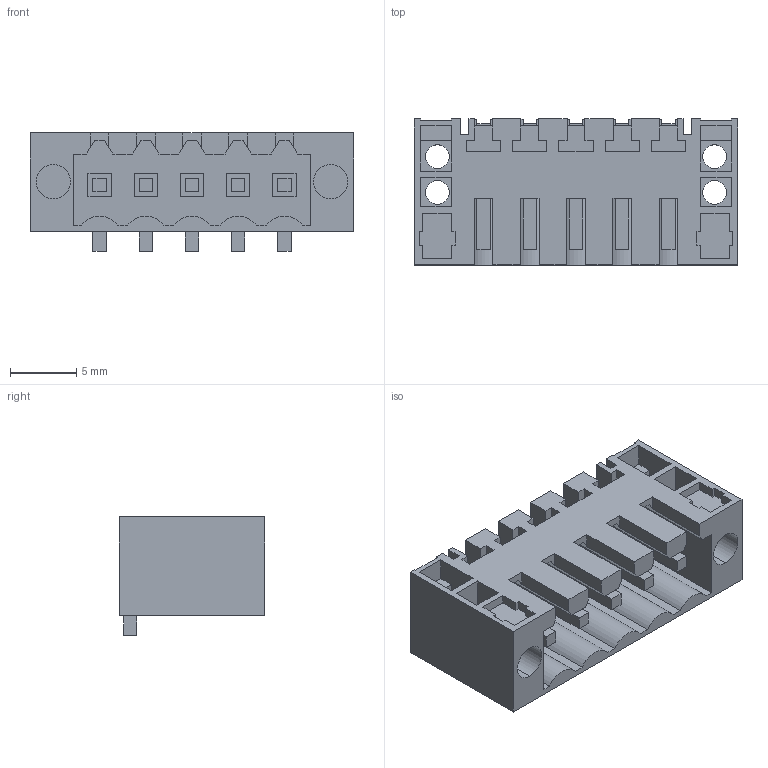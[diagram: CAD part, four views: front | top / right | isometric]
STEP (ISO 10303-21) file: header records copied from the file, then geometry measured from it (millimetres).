
FILE_DESCRIPTION(('CATIA V5 STEP Exchange','CAx-IF Rec.Pracs.--- Model Styling and Organization---1.2---2011-12-15'),'2;1');
FILE_NAME ('D1455635_0_1762032001_1762032001.stp','2018-03-10T06:14:17+00:00',('none'),('Weidmueller'),'CATIA Version 5-6 Release 2014','CATIA V5 STEP AP214','none');
FILE_SCHEMA(('AUTOMOTIVE_DESIGN { 1 0 10303 214 1 1 1 1 }'));
Length unit declared in the file: millimetre
Products named in the file (1): 1762032001
Bounding box: 24.5 x 11.05 x 8.95 mm (x, y, z)
Volume: 930 mm3; surface area: 2386.1 mm2
Topology: 6 solids, 6 shells, 340 faces, 998 edges, 676 vertices
Faces by surface type: plane 319, cylinder 21
Entity records: 10525 total; most frequent: ORIENTED_EDGE 1996, CARTESIAN_POINT 1886, DIRECTION 1420, EDGE_CURVE 998, VECTOR 956, LINE 956, VERTEX_POINT 676, EDGE_LOOP 370
